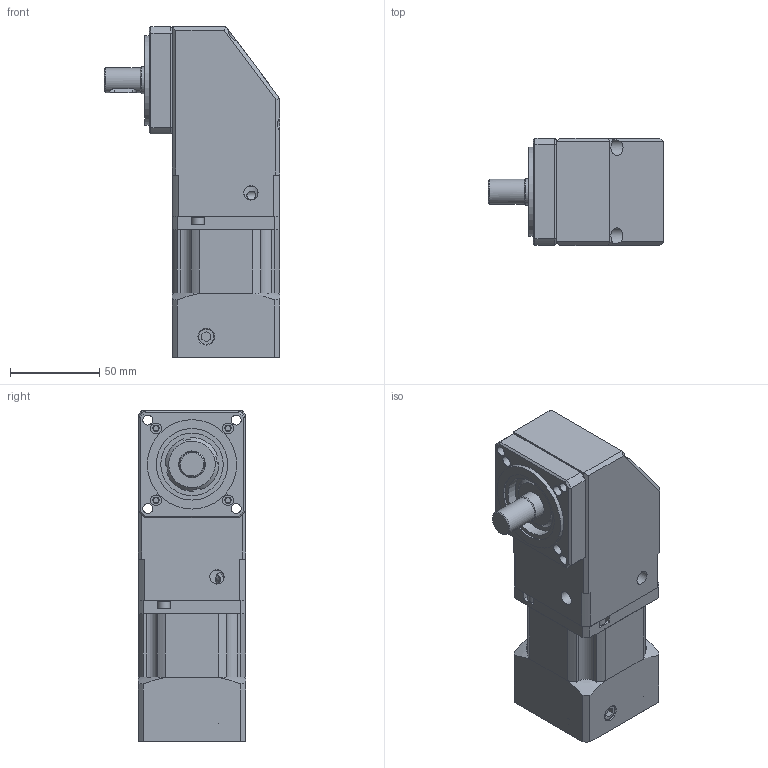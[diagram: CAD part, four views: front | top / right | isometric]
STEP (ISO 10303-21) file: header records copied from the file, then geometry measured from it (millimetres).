
FILE_DESCRIPTION( ( '' ), '1' );
FILE_NAME( 'GUN6_for 無刷_轉矩馬達.stp', '2022-03-29T03:27:49', ( 'Dimamotor' ), ( 'Dimamotor' ), 'PSStep 17.0.49', ' ', ' ' );
FILE_SCHEMA( ( 'AUTOMOTIVE_DESIGN { 1 0 10303 214 1 1 1 1 }' ) );
Length unit declared in the file: millimetre
Products named in the file (4): Assem1; GPN610P-S02-D; 馬達板
Assembly tree (3 placements, depth 2):
  Assem1
    GPN610P-S02-D
    馬達板
    馬達板
Bounding box: 98 x 60 x 185 mm (x, y, z)
Volume: 507264.7 mm3; surface area: 119082.4 mm2
Topology: 3 solids, 8 shells, 576 faces, 1383 edges, 914 vertices
Faces by surface type: plane 356, cylinder 183, cone 27, torus 6, bspline 4
Full cylindrical faces by diameter (mm): 3 x4, 3.3 x12, 3.5 x4, 4 x8, 4.134 x1, 4.3 x2, 4.5 x4, 5 x6, 5.5 x12, 6 x4, 7 x11, 7.3 x4, 8 x6, 8.376 x4, 9 x8, 10 x2, 14 x4, 15 x1, 20 x3, 22 x1, 23 x1, 25 x1, 30 x1, 33 x1, 35 x2, 37 x2, 39 x1, 40 x2, 41 x1, 42 x1
Entity records: 25270 total; most frequent: CARTESIAN_POINT 3759, DIRECTION 2728, ORIENTED_EDGE 2334, PRESENTATION_STYLE_ASSIGNMENT 1435, COLOUR_RGB 1435, STYLED_ITEM 1172, EDGE_CURVE 1167, AXIS2_PLACEMENT_3D 1030
